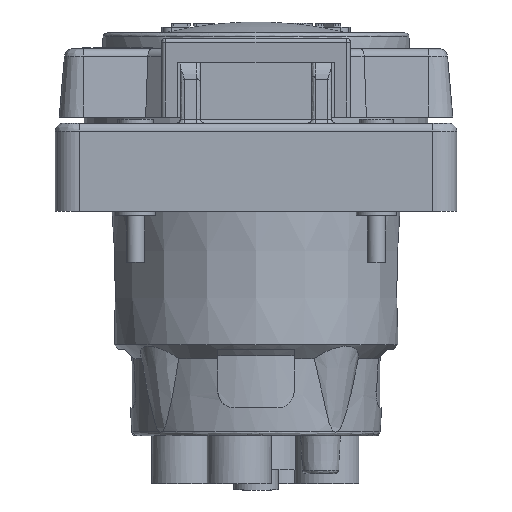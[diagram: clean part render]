
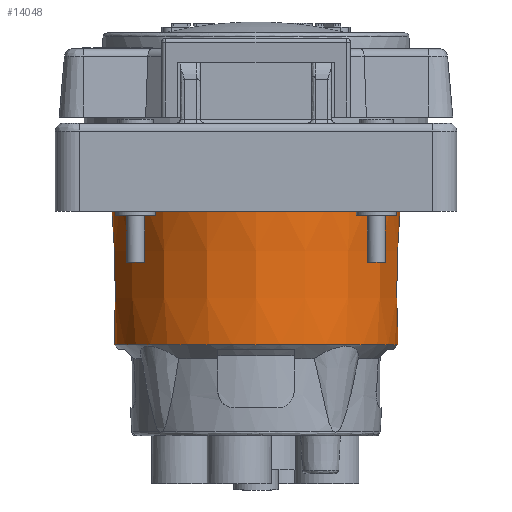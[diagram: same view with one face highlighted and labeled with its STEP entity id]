
A CAD part, front view. The second image highlights one B-rep face of the part: STEP entity #14048.
In plain terms, the highlighted conical face has half-angle 1 degrees and reference radius 28.569 mm.
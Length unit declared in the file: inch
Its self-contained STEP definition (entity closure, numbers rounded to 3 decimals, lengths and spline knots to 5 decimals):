
#708 = EDGE_LOOP ( 'NONE', ( #26183 ) ) ;
#2412 = CIRCLE ( 'NONE', #10173, 1.12474 ) ;
#3012 = EDGE_CURVE ( 'NONE', #10228, #10228, #2412, .T. ) ;
#3447 = DIRECTION ( 'NONE',  ( 0., 0., -1. ) ) ;
#4437 = FACE_OUTER_BOUND ( 'NONE', #21979, .T. ) ;
#5075 = DIRECTION ( 'NONE',  ( -0.707, 0.707, 0. ) ) ;
#7346 = DIRECTION ( 'NONE',  ( 0., 0., 1. ) ) ;
#7879 = DIRECTION ( 'NONE',  ( 0., 0., 1. ) ) ;
#8305 = CARTESIAN_POINT ( 'NONE',  ( 0., 0., -0.72281 ) ) ;
#10173 = AXIS2_PLACEMENT_3D ( 'NONE', #8305, #3447, #17670 ) ;
#10228 = VERTEX_POINT ( 'NONE', #15367 ) ;
#11870 = ORIENTED_EDGE ( 'NONE', *, *, #3012, .T. ) ;
#12941 = VERTEX_POINT ( 'NONE', #22172 ) ;
#14048 = ADVANCED_FACE ( 'NONE', ( #4437, #22301 ), #25182, .T. ) ;
#15367 = CARTESIAN_POINT ( 'NONE',  ( 0., -1.12474, -0.72281 ) ) ;
#16097 = DIRECTION ( 'NONE',  ( 0., -1., 0. ) ) ;
#17670 = DIRECTION ( 'NONE',  ( 0., -1., 0. ) ) ;
#21979 = EDGE_LOOP ( 'NONE', ( #11870 ) ) ;
#22172 = CARTESIAN_POINT ( 'NONE',  ( -0.78175, 0.78175, -1.82197 ) ) ;
#22301 = FACE_BOUND ( 'NONE', #708, .T. ) ;
#22612 = CARTESIAN_POINT ( 'NONE',  ( 0., 0., -0.72281 ) ) ;
#22676 = EDGE_CURVE ( 'NONE', #12941, #12941, #23486, .T. ) ;
#23486 = CIRCLE ( 'NONE', #26414, 1.10556 ) ;
#25182 = CONICAL_SURFACE ( 'NONE', #26136, 1.12474, 0.017 ) ;
#26136 = AXIS2_PLACEMENT_3D ( 'NONE', #22612, #7879, #16097 ) ;
#26183 = ORIENTED_EDGE ( 'NONE', *, *, #22676, .T. ) ;
#26414 = AXIS2_PLACEMENT_3D ( 'NONE', #28397, #7346, #5075 ) ;
#28397 = CARTESIAN_POINT ( 'NONE',  ( 0., 0., -1.82197 ) ) ;
